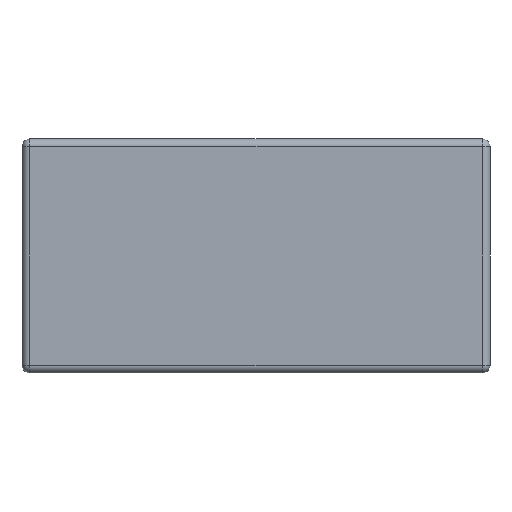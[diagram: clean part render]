
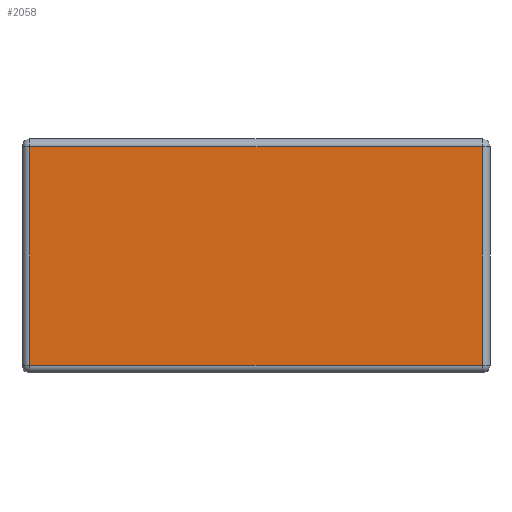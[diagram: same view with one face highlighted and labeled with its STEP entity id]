
A CAD part, front view. The second image highlights one B-rep face of the part: STEP entity #2058.
In plain terms, the highlighted planar face has unit normal (0, -1, 0).
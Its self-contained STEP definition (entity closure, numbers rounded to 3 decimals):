
#269 = DIRECTION ( 'NONE',  ( 0., 0., 1. ) ) ;
#554 = VECTOR ( 'NONE', #1407, 1000. ) ;
#689 = LINE ( 'NONE', #5412, #7286 ) ;
#1407 = DIRECTION ( 'NONE',  ( 0., 0., -1. ) ) ;
#1503 = ORIENTED_EDGE ( 'NONE', *, *, #8687, .T. ) ;
#1722 = LINE ( 'NONE', #5139, #6821 ) ;
#1804 = VERTEX_POINT ( 'NONE', #1865 ) ;
#1865 = CARTESIAN_POINT ( 'NONE',  ( 58., 0., -28. ) ) ;
#2058 = ADVANCED_FACE ( 'NONE', ( #11728 ), #8880, .F. ) ;
#2167 = DIRECTION ( 'NONE',  ( 0., 1., 0. ) ) ;
#3096 = ORIENTED_EDGE ( 'NONE', *, *, #4119, .T. ) ;
#3251 = VERTEX_POINT ( 'NONE', #3638 ) ;
#3341 = LINE ( 'NONE', #7043, #554 ) ;
#3392 = DIRECTION ( 'NONE',  ( -1., 0., 0. ) ) ;
#3631 = EDGE_CURVE ( 'NONE', #3251, #1804, #689, .T. ) ;
#3638 = CARTESIAN_POINT ( 'NONE',  ( -58., 0., -28. ) ) ;
#4119 = EDGE_CURVE ( 'NONE', #7939, #8441, #1722, .T. ) ;
#4187 = CARTESIAN_POINT ( 'NONE',  ( 0., 0., 0. ) ) ;
#4276 = ORIENTED_EDGE ( 'NONE', *, *, #6465, .T. ) ;
#4280 = DIRECTION ( 'NONE',  ( 0., 0., 1. ) ) ;
#5139 = CARTESIAN_POINT ( 'NONE',  ( 0., 0., 28. ) ) ;
#5412 = CARTESIAN_POINT ( 'NONE',  ( 0., 0., -28. ) ) ;
#5939 = CARTESIAN_POINT ( 'NONE',  ( 58., 0., 28. ) ) ;
#6066 = AXIS2_PLACEMENT_3D ( 'NONE', #4187, #2167, #269 ) ;
#6193 = LINE ( 'NONE', #10710, #7089 ) ;
#6357 = DIRECTION ( 'NONE',  ( 1., 0., 0. ) ) ;
#6465 = EDGE_CURVE ( 'NONE', #1804, #7939, #6193, .T. ) ;
#6821 = VECTOR ( 'NONE', #3392, 1000. ) ;
#7043 = CARTESIAN_POINT ( 'NONE',  ( -58., 0., 0. ) ) ;
#7089 = VECTOR ( 'NONE', #4280, 1000. ) ;
#7286 = VECTOR ( 'NONE', #6357, 1000. ) ;
#7939 = VERTEX_POINT ( 'NONE', #5939 ) ;
#8441 = VERTEX_POINT ( 'NONE', #9466 ) ;
#8571 = EDGE_LOOP ( 'NONE', ( #1503, #11682, #4276, #3096 ) ) ;
#8687 = EDGE_CURVE ( 'NONE', #8441, #3251, #3341, .T. ) ;
#8880 = PLANE ( 'NONE',  #6066 ) ;
#9466 = CARTESIAN_POINT ( 'NONE',  ( -58., 0., 28. ) ) ;
#10710 = CARTESIAN_POINT ( 'NONE',  ( 58., 0., 0. ) ) ;
#11682 = ORIENTED_EDGE ( 'NONE', *, *, #3631, .T. ) ;
#11728 = FACE_OUTER_BOUND ( 'NONE', #8571, .T. ) ;
